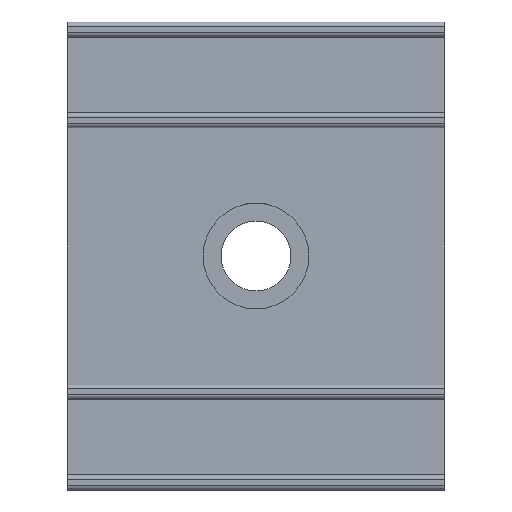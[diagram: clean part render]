
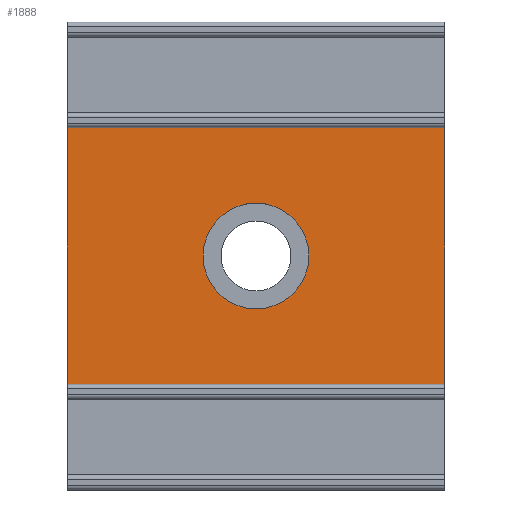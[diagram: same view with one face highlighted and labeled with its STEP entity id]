
A CAD part, top view. The second image highlights one B-rep face of the part: STEP entity #1888.
In plain terms, the highlighted planar face has unit normal (0, 0, 1).
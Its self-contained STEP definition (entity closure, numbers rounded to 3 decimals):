
#32 = PLANE('',#33);
#33 = AXIS2_PLACEMENT_3D('',#34,#35,#36);
#34 = CARTESIAN_POINT('',(-50.,60.,0.));
#35 = DIRECTION('',(1.,0.,-0.));
#36 = DIRECTION('',(0.,-1.,0.));
#313 = VERTEX_POINT('',#314);
#314 = CARTESIAN_POINT('',(-50.,34.,4.));
#328 = PLANE('',#329);
#329 = AXIS2_PLACEMENT_3D('',#330,#331,#332);
#330 = CARTESIAN_POINT('',(-50.,34.,0.));
#331 = DIRECTION('',(0.,1.,0.));
#332 = DIRECTION('',(1.,0.,0.));
#340 = EDGE_CURVE('',#313,#341,#343,.T.);
#341 = VERTEX_POINT('',#342);
#342 = CARTESIAN_POINT('',(-50.,-34.,4.));
#343 = SURFACE_CURVE('',#344,(#348,#355),.PCURVE_S1.);
#344 = LINE('',#345,#346);
#345 = CARTESIAN_POINT('',(-50.,60.,4.));
#346 = VECTOR('',#347,1.);
#347 = DIRECTION('',(0.,-1.,0.));
#348 = PCURVE('',#32,#349);
#349 = DEFINITIONAL_REPRESENTATION('',(#350),#354);
#350 = LINE('',#351,#352);
#351 = CARTESIAN_POINT('',(0.,-4.));
#352 = VECTOR('',#353,1.);
#353 = DIRECTION('',(1.,0.));
#354 = ( GEOMETRIC_REPRESENTATION_CONTEXT(2) 
PARAMETRIC_REPRESENTATION_CONTEXT() REPRESENTATION_CONTEXT('2D SPACE',''
  ) );
#355 = PCURVE('',#356,#361);
#356 = PLANE('',#357);
#357 = AXIS2_PLACEMENT_3D('',#358,#359,#360);
#358 = CARTESIAN_POINT('',(0.,0.,4.));
#359 = DIRECTION('',(0.,0.,1.));
#360 = DIRECTION('',(1.,0.,-0.));
#361 = DEFINITIONAL_REPRESENTATION('',(#362),#366);
#362 = LINE('',#363,#364);
#363 = CARTESIAN_POINT('',(-50.,60.));
#364 = VECTOR('',#365,1.);
#365 = DIRECTION('',(0.,-1.));
#366 = ( GEOMETRIC_REPRESENTATION_CONTEXT(2) 
PARAMETRIC_REPRESENTATION_CONTEXT() REPRESENTATION_CONTEXT('2D SPACE',''
  ) );
#384 = PLANE('',#385);
#385 = AXIS2_PLACEMENT_3D('',#386,#387,#388);
#386 = CARTESIAN_POINT('',(50.,-34.,0.));
#387 = DIRECTION('',(0.,-1.,0.));
#388 = DIRECTION('',(-1.,0.,0.));
#805 = PLANE('',#806);
#806 = AXIS2_PLACEMENT_3D('',#807,#808,#809);
#807 = CARTESIAN_POINT('',(50.,-60.,0.));
#808 = DIRECTION('',(-1.,0.,0.));
#809 = DIRECTION('',(0.,1.,0.));
#1797 = VERTEX_POINT('',#1798);
#1798 = CARTESIAN_POINT('',(50.,34.,4.));
#1819 = EDGE_CURVE('',#1797,#313,#1820,.T.);
#1820 = SURFACE_CURVE('',#1821,(#1825,#1831),.PCURVE_S1.);
#1821 = LINE('',#1822,#1823);
#1822 = CARTESIAN_POINT('',(-25.,34.,4.));
#1823 = VECTOR('',#1824,1.);
#1824 = DIRECTION('',(-1.,0.,0.));
#1825 = PCURVE('',#328,#1826);
#1826 = DEFINITIONAL_REPRESENTATION('',(#1827),#1830);
#1827 = B_SPLINE_CURVE_WITH_KNOTS('',1,(#1828,#1829),.UNSPECIFIED.,.F.,
  .F.,(2,2),(-75.,25.),.PIECEWISE_BEZIER_KNOTS.);
#1828 = CARTESIAN_POINT('',(100.,-4.));
#1829 = CARTESIAN_POINT('',(0.,-4.));
#1830 = ( GEOMETRIC_REPRESENTATION_CONTEXT(2) 
PARAMETRIC_REPRESENTATION_CONTEXT() REPRESENTATION_CONTEXT('2D SPACE',''
  ) );
#1831 = PCURVE('',#356,#1832);
#1832 = DEFINITIONAL_REPRESENTATION('',(#1833),#1836);
#1833 = B_SPLINE_CURVE_WITH_KNOTS('',1,(#1834,#1835),.UNSPECIFIED.,.F.,
  .F.,(2,2),(-75.,25.),.PIECEWISE_BEZIER_KNOTS.);
#1834 = CARTESIAN_POINT('',(50.,34.));
#1835 = CARTESIAN_POINT('',(-50.,34.));
#1836 = ( GEOMETRIC_REPRESENTATION_CONTEXT(2) 
PARAMETRIC_REPRESENTATION_CONTEXT() REPRESENTATION_CONTEXT('2D SPACE',''
  ) );
#1888 = ADVANCED_FACE('',(#1889,#1935),#356,.T.);
#1889 = FACE_BOUND('',#1890,.T.);
#1890 = EDGE_LOOP('',(#1891,#1912,#1933,#1934));
#1891 = ORIENTED_EDGE('',*,*,#1892,.T.);
#1892 = EDGE_CURVE('',#341,#1893,#1895,.T.);
#1893 = VERTEX_POINT('',#1894);
#1894 = CARTESIAN_POINT('',(50.,-34.,4.));
#1895 = SURFACE_CURVE('',#1896,(#1900,#1906),.PCURVE_S1.);
#1896 = LINE('',#1897,#1898);
#1897 = CARTESIAN_POINT('',(25.,-34.,4.));
#1898 = VECTOR('',#1899,1.);
#1899 = DIRECTION('',(1.,0.,-0.));
#1900 = PCURVE('',#356,#1901);
#1901 = DEFINITIONAL_REPRESENTATION('',(#1902),#1905);
#1902 = B_SPLINE_CURVE_WITH_KNOTS('',1,(#1903,#1904),.UNSPECIFIED.,.F.,
  .F.,(2,2),(-75.,25.),.PIECEWISE_BEZIER_KNOTS.);
#1903 = CARTESIAN_POINT('',(-50.,-34.));
#1904 = CARTESIAN_POINT('',(50.,-34.));
#1905 = ( GEOMETRIC_REPRESENTATION_CONTEXT(2) 
PARAMETRIC_REPRESENTATION_CONTEXT() REPRESENTATION_CONTEXT('2D SPACE',''
  ) );
#1906 = PCURVE('',#384,#1907);
#1907 = DEFINITIONAL_REPRESENTATION('',(#1908),#1911);
#1908 = B_SPLINE_CURVE_WITH_KNOTS('',1,(#1909,#1910),.UNSPECIFIED.,.F.,
  .F.,(2,2),(-75.,25.),.PIECEWISE_BEZIER_KNOTS.);
#1909 = CARTESIAN_POINT('',(100.,-4.));
#1910 = CARTESIAN_POINT('',(0.,-4.));
#1911 = ( GEOMETRIC_REPRESENTATION_CONTEXT(2) 
PARAMETRIC_REPRESENTATION_CONTEXT() REPRESENTATION_CONTEXT('2D SPACE',''
  ) );
#1912 = ORIENTED_EDGE('',*,*,#1913,.T.);
#1913 = EDGE_CURVE('',#1893,#1797,#1914,.T.);
#1914 = SURFACE_CURVE('',#1915,(#1919,#1926),.PCURVE_S1.);
#1915 = LINE('',#1916,#1917);
#1916 = CARTESIAN_POINT('',(50.,-60.,4.));
#1917 = VECTOR('',#1918,1.);
#1918 = DIRECTION('',(0.,1.,0.));
#1919 = PCURVE('',#356,#1920);
#1920 = DEFINITIONAL_REPRESENTATION('',(#1921),#1925);
#1921 = LINE('',#1922,#1923);
#1922 = CARTESIAN_POINT('',(50.,-60.));
#1923 = VECTOR('',#1924,1.);
#1924 = DIRECTION('',(0.,1.));
#1925 = ( GEOMETRIC_REPRESENTATION_CONTEXT(2) 
PARAMETRIC_REPRESENTATION_CONTEXT() REPRESENTATION_CONTEXT('2D SPACE',''
  ) );
#1926 = PCURVE('',#805,#1927);
#1927 = DEFINITIONAL_REPRESENTATION('',(#1928),#1932);
#1928 = LINE('',#1929,#1930);
#1929 = CARTESIAN_POINT('',(0.,-4.));
#1930 = VECTOR('',#1931,1.);
#1931 = DIRECTION('',(1.,0.));
#1932 = ( GEOMETRIC_REPRESENTATION_CONTEXT(2) 
PARAMETRIC_REPRESENTATION_CONTEXT() REPRESENTATION_CONTEXT('2D SPACE',''
  ) );
#1933 = ORIENTED_EDGE('',*,*,#1819,.T.);
#1934 = ORIENTED_EDGE('',*,*,#340,.T.);
#1935 = FACE_BOUND('',#1936,.T.);
#1936 = EDGE_LOOP('',(#1937));
#1937 = ORIENTED_EDGE('',*,*,#1938,.T.);
#1938 = EDGE_CURVE('',#1939,#1939,#1941,.T.);
#1939 = VERTEX_POINT('',#1940);
#1940 = CARTESIAN_POINT('',(14.,0.,4.));
#1941 = SURFACE_CURVE('',#1942,(#1947,#1958),.PCURVE_S1.);
#1942 = CIRCLE('',#1943,14.);
#1943 = AXIS2_PLACEMENT_3D('',#1944,#1945,#1946);
#1944 = CARTESIAN_POINT('',(0.,0.,4.));
#1945 = DIRECTION('',(0.,0.,-1.));
#1946 = DIRECTION('',(1.,0.,0.));
#1947 = PCURVE('',#356,#1948);
#1948 = DEFINITIONAL_REPRESENTATION('',(#1949),#1957);
#1949 = ( BOUNDED_CURVE() B_SPLINE_CURVE(2,(#1950,#1951,#1952,#1953,
#1954,#1955,#1956),.UNSPECIFIED.,.T.,.F.) B_SPLINE_CURVE_WITH_KNOTS((1,2
    ,2,2,2,1),(-2.094,0.,2.094,4.189,
6.283,8.378),.UNSPECIFIED.) CURVE() 
GEOMETRIC_REPRESENTATION_ITEM() RATIONAL_B_SPLINE_CURVE((1.,0.5,1.,0.5,
1.,0.5,1.)) REPRESENTATION_ITEM('') );
#1950 = CARTESIAN_POINT('',(14.,0.));
#1951 = CARTESIAN_POINT('',(14.,-24.249));
#1952 = CARTESIAN_POINT('',(-7.,-12.124));
#1953 = CARTESIAN_POINT('',(-28.,0.));
#1954 = CARTESIAN_POINT('',(-7.,12.124));
#1955 = CARTESIAN_POINT('',(14.,24.249));
#1956 = CARTESIAN_POINT('',(14.,0.));
#1957 = ( GEOMETRIC_REPRESENTATION_CONTEXT(2) 
PARAMETRIC_REPRESENTATION_CONTEXT() REPRESENTATION_CONTEXT('2D SPACE',''
  ) );
#1958 = PCURVE('',#1959,#1964);
#1959 = CYLINDRICAL_SURFACE('',#1960,14.);
#1960 = AXIS2_PLACEMENT_3D('',#1961,#1962,#1963);
#1961 = CARTESIAN_POINT('',(0.,0.,2.));
#1962 = DIRECTION('',(-0.,-0.,-1.));
#1963 = DIRECTION('',(1.,0.,0.));
#1964 = DEFINITIONAL_REPRESENTATION('',(#1965),#1969);
#1965 = LINE('',#1966,#1967);
#1966 = CARTESIAN_POINT('',(-6.283,-2.));
#1967 = VECTOR('',#1968,1.);
#1968 = DIRECTION('',(1.,-0.));
#1969 = ( GEOMETRIC_REPRESENTATION_CONTEXT(2) 
PARAMETRIC_REPRESENTATION_CONTEXT() REPRESENTATION_CONTEXT('2D SPACE',''
  ) );
